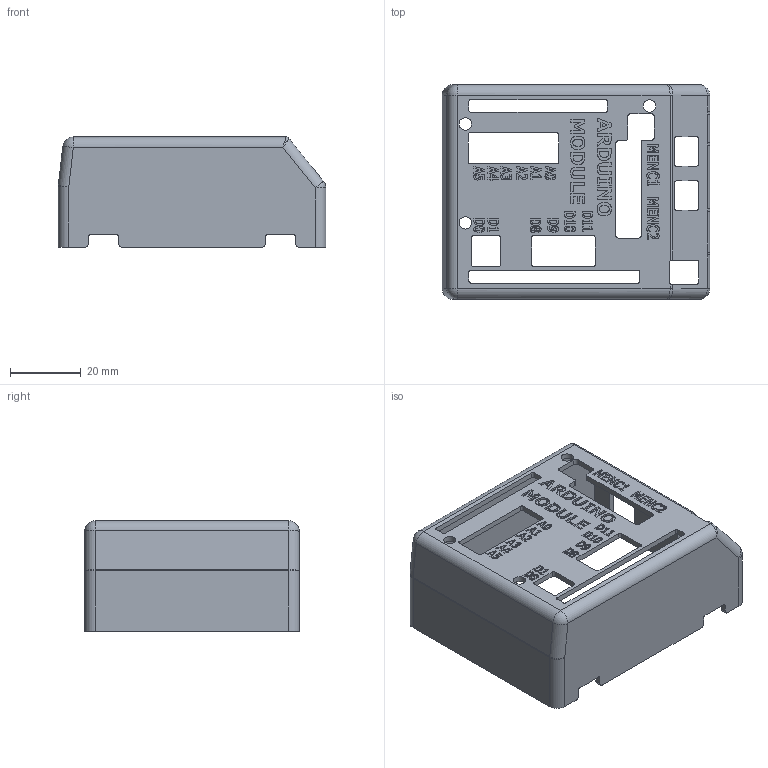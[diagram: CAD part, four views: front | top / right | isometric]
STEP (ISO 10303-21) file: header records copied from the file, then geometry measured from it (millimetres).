
FILE_DESCRIPTION(('STEP AP242'), '1');
FILE_NAME('cap', '', ('UNSPECIFIED'), ('UNSPECIFIED'), 'C3D Converter', 'C3D Toolkit', '');
FILE_SCHEMA(('AP242_MANAGED_MODEL_BASED_3D_ENGINEERING_MIM_LF { 1 0 10303 442 1 1 4 }'));
Length unit declared in the file: millimetre
Bounding box: 75.6 x 60.6 x 31.14 mm (x, y, z)
Volume: 15274.3 mm3; surface area: 21411.3 mm2
Topology: 1 solids, 1 shells, 941 faces, 2574 edges, 1700 vertices
Faces by surface type: plane 539, extrusion 304, cylinder 86, bspline 6, sphere 6
Full cylindrical faces by diameter (mm): 3.5 x3
Entity records: 30148 total; most frequent: CARTESIAN_POINT 7412, ORIENTED_EDGE 5126, DIRECTION 3641, EDGE_CURVE 2563, VECTOR 2077, LINE 1773, VERTEX_POINT 1700, EDGE_LOOP 1041
